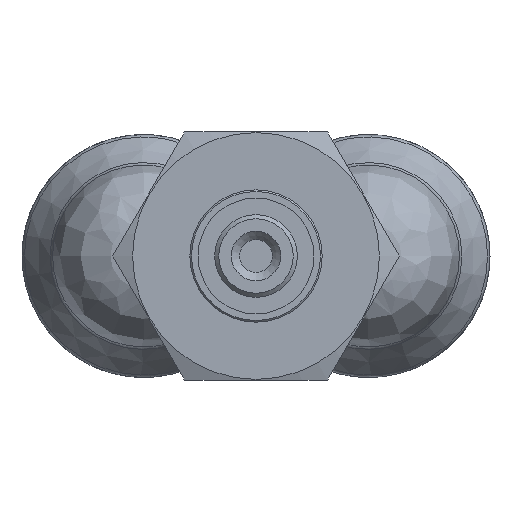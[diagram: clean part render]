
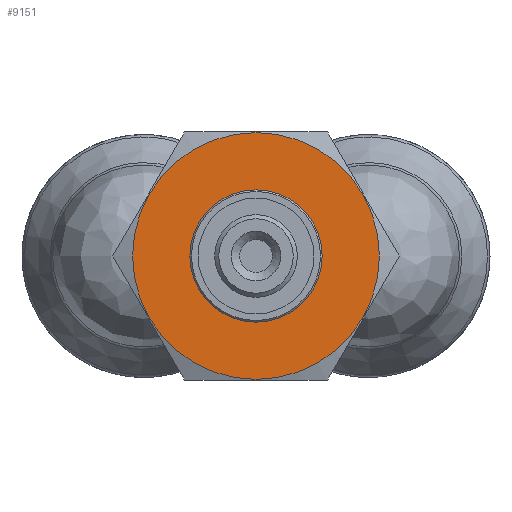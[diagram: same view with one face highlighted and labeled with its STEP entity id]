
A CAD part, front view. The second image highlights one B-rep face of the part: STEP entity #9151.
In plain terms, the highlighted face is planar.
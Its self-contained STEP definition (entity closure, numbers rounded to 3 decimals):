
#8673=CARTESIAN_POINT('',(-19.6,4.,0.0));
#8674=VERTEX_POINT('',#8673);
#8675=CARTESIAN_POINT('',(-19.6,0.,0.0));
#8676=DIRECTION('',(1.0,0.0,0.0));
#8677=DIRECTION('',(0.0,1.0,0.0));
#8678=AXIS2_PLACEMENT_3D('',#8675,#8676,#8677);
#8679=CIRCLE('',#8678,4.0);
#8680=EDGE_CURVE('',#8674,#8674,#8679,.T.);
#8853=CARTESIAN_POINT('',(-19.6,7.46,0.0));
#8854=VERTEX_POINT('',#8853);
#8855=CARTESIAN_POINT('',(-19.6,0.,0.0));
#8856=DIRECTION('',(-1.0,0.0,0.0));
#8857=DIRECTION('',(0.0,1.0,0.0));
#8858=AXIS2_PLACEMENT_3D('',#8855,#8856,#8857);
#8859=CIRCLE('',#8858,7.46);
#8860=EDGE_CURVE('',#8854,#8854,#8859,.T.);
#9140=CARTESIAN_POINT('',(-19.6,5.75,0.0));
#9141=DIRECTION('',(-1.0,0.0,0.0));
#9142=DIRECTION('',(0.0,0.0,1.0));
#9143=AXIS2_PLACEMENT_3D('',#9140,#9141,#9142);
#9144=PLANE('',#9143);
#9145=ORIENTED_EDGE('',*,*,#8860,.T.);
#9146=EDGE_LOOP('',(#9145));
#9147=FACE_OUTER_BOUND('',#9146,.T.);
#9148=ORIENTED_EDGE('',*,*,#8680,.T.);
#9149=EDGE_LOOP('',(#9148));
#9150=FACE_BOUND('',#9149,.T.);
#9151=ADVANCED_FACE('',(#9147,#9150),#9144,.T.);
